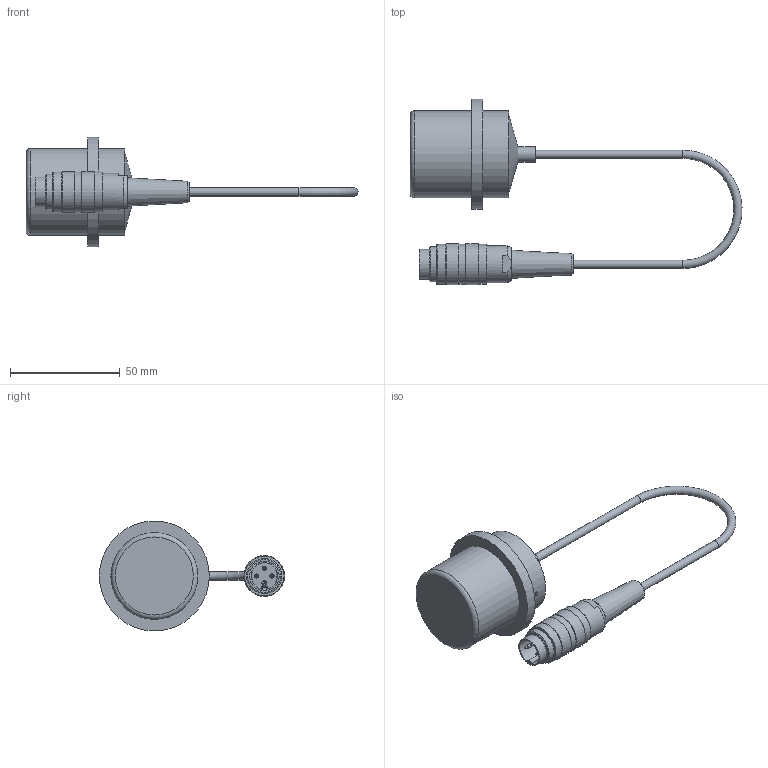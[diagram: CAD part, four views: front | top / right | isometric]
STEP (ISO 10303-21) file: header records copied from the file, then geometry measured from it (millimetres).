
FILE_DESCRIPTION(/* description */ (''),/* implementation_level */ '2;1');
FILE_NAME(/* name */ '110 95_C4T1-6-4.stp',/* time_stamp */ '2020-12-01T16:33:56+01:00',/* author */ ('kuttig'),/* organization */ (''),/* preprocessor_version */ 'ST-DEVELOPER v16.13',/* originating_system */ 'Autodesk Inventor 2018',/* authorisation */ '');
FILE_SCHEMA (('AUTOMOTIVE_DESIGN { 1 0 10303 214 3 1 1 }'));
Length unit declared in the file: millimetre
Products named in the file (1): 110 95_C4T1-6-4_Shrinkwrap_1
Bounding box: 150.94 x 84.25 x 50 mm (x, y, z)
Volume: 68928.2 mm3; surface area: 31175.2 mm2
Topology: 7 solids, 7 shells, 159 faces, 347 edges, 222 vertices
Faces by surface type: plane 86, cylinder 44, cone 19, bspline 6, torus 4
Full cylindrical faces by diameter (mm): 0.2 x2, 1 x3, 1.49 x3, 1.5 x1, 1.7 x2, 1.8 x1, 2.25 x1, 3 x1, 3.7 x2, 4.7 x1, 7 x1, 10 x1, 13.5 x1, 15.08 x1, 16 x1, 16.9 x1, 18.15 x3, 18.5 x2, 34 x1, 35 x1, 35.2 x1, 39.5 x2, 50 x1
Entity records: 4557 total; most frequent: CARTESIAN_POINT 1020, DIRECTION 702, ORIENTED_EDGE 562, AXIS2_PLACEMENT_3D 282, EDGE_CURVE 281, EDGE_LOOP 249, VERTEX_POINT 212, STYLED_ITEM 166
